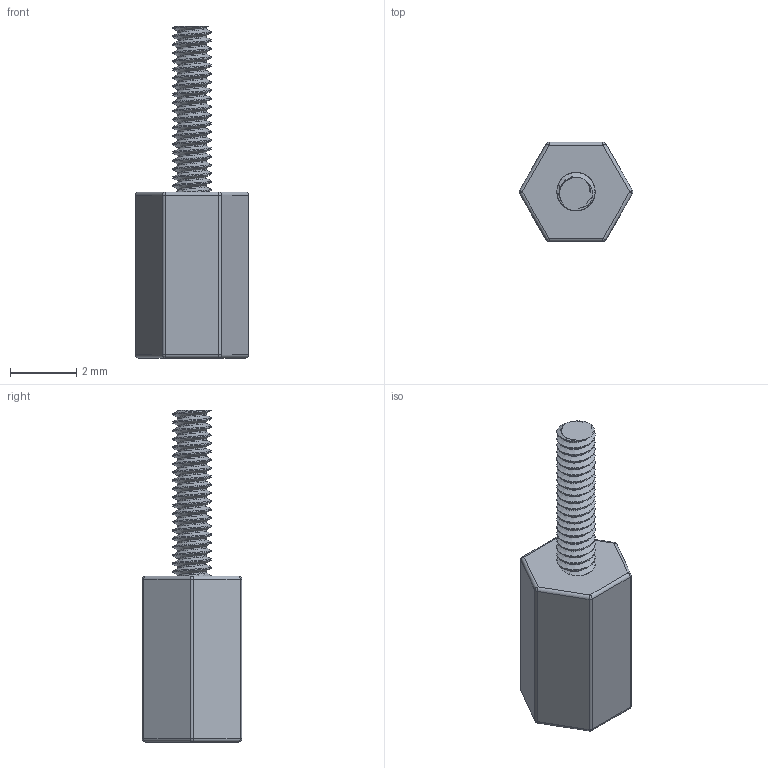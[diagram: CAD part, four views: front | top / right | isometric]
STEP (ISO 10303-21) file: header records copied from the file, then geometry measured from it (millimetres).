
FILE_DESCRIPTION(/* description */ (''),/* implementation_level */ '2;1');
FILE_NAME(/* name */ 'Screw M1.2.step',/* time_stamp */ '2024-09-20T11:28:10+02:00',/* author */ (''),/* organization */ (''),/* preprocessor_version */ 'ST-DEVELOPER v20',/* originating_system */ 'Autodesk Translation Framework v13.14.0.145',/* authorisation */ '');
FILE_SCHEMA (('AP203_CONFIGURATION_CONTROLLED_3D_DESIGN_OF_MECHANICAL_PARTS_AND_ASSEMBLIES_MIM_LF { 1 0 10303 203 3 1 4 }','AUTOMOTIVE_DESIGN { 1 0 10303 214 3 1 1 }'));
Length unit declared in the file: millimetre
Products named in the file (1): Screw M1.2
Bounding box: 3.43 x 3 x 10 mm (x, y, z)
Volume: 38.9 mm3; surface area: 105.7 mm2
Topology: 1 solids, 1 shells, 85 faces, 207 edges, 126 vertices
Faces by surface type: cylinder 61, sphere 12, plane 10, bspline 2
Full cylindrical faces by diameter (mm): 0.862 x7, 1.149 x12, 1.2 x1
Entity records: 4852 total; most frequent: CARTESIAN_POINT 2978, ORIENTED_EDGE 414, DIRECTION 329, EDGE_CURVE 207, VERTEX_POINT 126, AXIS2_PLACEMENT_3D 126, B_SPLINE_CURVE_WITH_KNOTS 88, EDGE_LOOP 87
